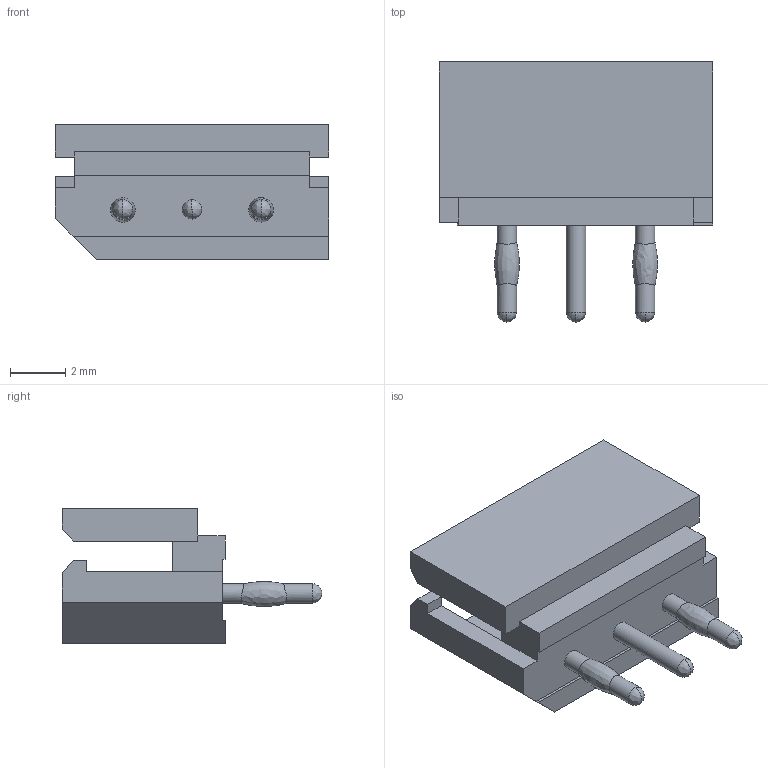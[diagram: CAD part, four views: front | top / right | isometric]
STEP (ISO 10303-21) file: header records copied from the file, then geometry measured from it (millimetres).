
FILE_DESCRIPTION(/* description */ (''),/* implementation_level */ '2;1');
FILE_NAME(/* name */ 'PRT0004_ipt_73f619b9.STEP',/* time_stamp */ '2022-04-22T19:00:11-05:00',/* author */ ('Alcatraz'),/* organization */ (''),/* preprocessor_version */ 'ST-DEVELOPER v18.1',/* originating_system */ 'Autodesk Inventor 2021',/* authorisation */ '');
FILE_SCHEMA (('AUTOMOTIVE_DESIGN { 1 0 10303 214 3 1 1 }'));
Length unit declared in the file: millimetre
Products named in the file (1): PRT0004
Bounding box: 9.9 x 9.4 x 4.9 mm (x, y, z)
Volume: 154.8 mm3; surface area: 397.8 mm2
Topology: 1 solids, 1 shells, 82 faces, 221 edges, 147 vertices
Faces by surface type: plane 61, bspline 13, cylinder 8
Full cylindrical faces by diameter (mm): 0.7 x8
Entity records: 2976 total; most frequent: CARTESIAN_POINT 895, ORIENTED_EDGE 442, DIRECTION 405, EDGE_CURVE 221, VERTEX_POINT 147, LINE 145, VECTOR 145, AXIS2_PLACEMENT_3D 130
